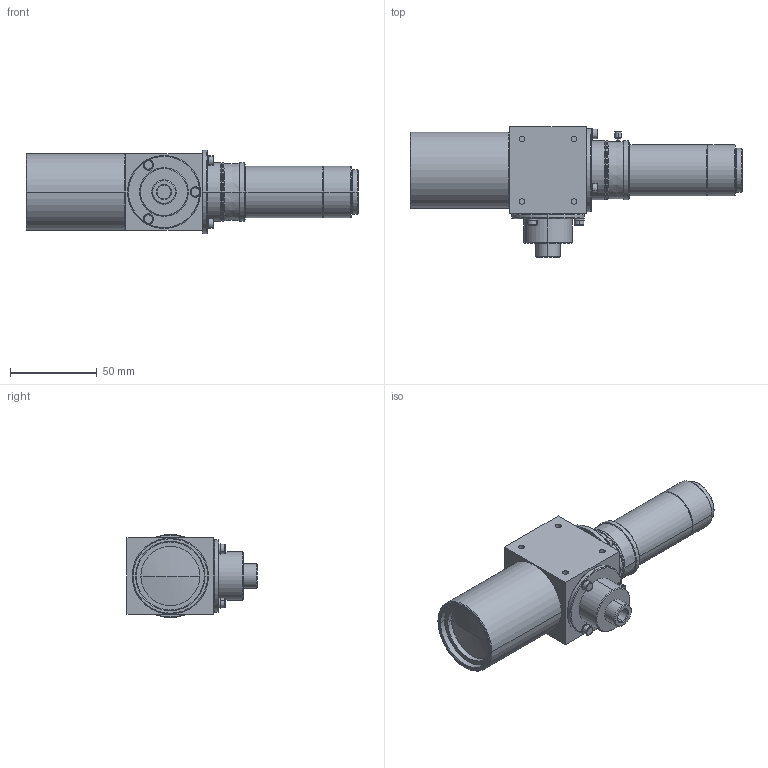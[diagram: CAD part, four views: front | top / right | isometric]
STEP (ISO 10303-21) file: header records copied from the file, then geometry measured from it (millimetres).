
FILE_DESCRIPTION (( 'STEP AP214' ), '1' );
FILE_NAME ('TCL0400-F 3D.STEP', '2016-12-12T07:27:28', ( '' ), ( '' ), 'SwSTEP 2.0', 'SolidWorks 2016', '' );
FILE_SCHEMA (( 'AUTOMOTIVE_DESIGN' ));
Length unit declared in the file: millimetre
Products named in the file (2): TCL0400-F 3D
Bounding box: 191.52 x 75 x 48 mm (x, y, z)
Volume: 310970.6 mm3; surface area: 48845 mm2
Topology: 3 solids, 6 shells, 228 faces, 463 edges, 281 vertices
Faces by surface type: cylinder 96, cone 68, plane 62, sphere 2
Entity records: 8600 total; most frequent: DIRECTION 1201, CARTESIAN_POINT 1004, ORIENTED_EDGE 926, AXIS2_PLACEMENT_3D 512, EDGE_CURVE 463, CIRCLE 282, VERTEX_POINT 281, EDGE_LOOP 264
